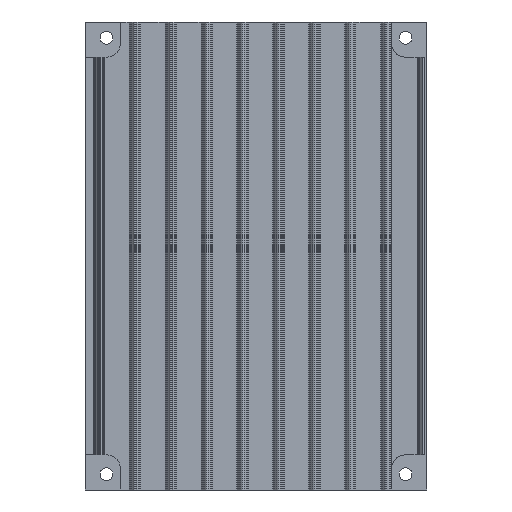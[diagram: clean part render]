
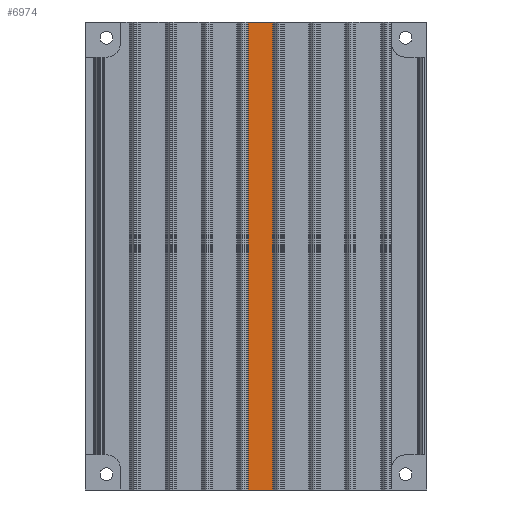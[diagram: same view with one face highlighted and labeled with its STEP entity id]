
A CAD part, front view. The second image highlights one B-rep face of the part: STEP entity #6974.
In plain terms, the highlighted planar face has unit normal (0, -1, 0).
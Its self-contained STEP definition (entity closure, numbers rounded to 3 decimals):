
#6974=ADVANCED_FACE('',(#17016),#17018,.T.);
#17016=FACE_BOUND('',#17017,.T.);
#17017=EDGE_LOOP('',(#26245,#26246,#26247,#26248));
#17018=PLANE('',#17019);
#17019=AXIS2_PLACEMENT_3D('',#17020,#17021,#17022);
#17020=CARTESIAN_POINT('',(-122.3,-7.,0.));
#17021=DIRECTION('',(0.,-1.,0.));
#17022=DIRECTION('',(1.,0.,0.));
#26245=ORIENTED_EDGE('',*,*,#29511,.T.);
#26246=ORIENTED_EDGE('',*,*,#31632,.F.);
#26247=ORIENTED_EDGE('',*,*,#30544,.T.);
#26248=ORIENTED_EDGE('',*,*,#31633,.F.);
#29511=EDGE_CURVE('',#34340,#34338,#34341,.F.);
#30544=EDGE_CURVE('',#36404,#36402,#36405,.T.);
#31632=EDGE_CURVE('',#36404,#34338,#38038,.T.);
#31633=EDGE_CURVE('',#34340,#36402,#38039,.T.);
#34338=VERTEX_POINT('',#43176);
#34340=VERTEX_POINT('',#43180);
#34341=LINE('',#43181,#43182);
#36402=VERTEX_POINT('',#47322);
#36404=VERTEX_POINT('',#47326);
#36405=LINE('',#47327,#47328);
#38038=LINE('',#51160,#51161);
#38039=LINE('',#51163,#51164);
#43176=CARTESIAN_POINT('',(-50.7,-7.,133.));
#43180=CARTESIAN_POINT('',(-43.7,-7.,133.));
#43181=CARTESIAN_POINT('',(-50.7,-7.,133.));
#43182=VECTOR('',#43183,1.);
#43183=DIRECTION('',(1.,0.,0.));
#47322=CARTESIAN_POINT('',(-43.7,-7.,0.));
#47326=CARTESIAN_POINT('',(-50.7,-7.,0.));
#47327=CARTESIAN_POINT('',(-50.7,-7.,0.));
#47328=VECTOR('',#47329,1.);
#47329=DIRECTION('',(1.,0.,0.));
#51160=CARTESIAN_POINT('',(-50.7,-7.,0.));
#51161=VECTOR('',#51162,1.);
#51162=DIRECTION('',(0.,0.,1.));
#51163=CARTESIAN_POINT('',(-43.7,-7.,133.));
#51164=VECTOR('',#51165,1.);
#51165=DIRECTION('',(0.,0.,-1.));
